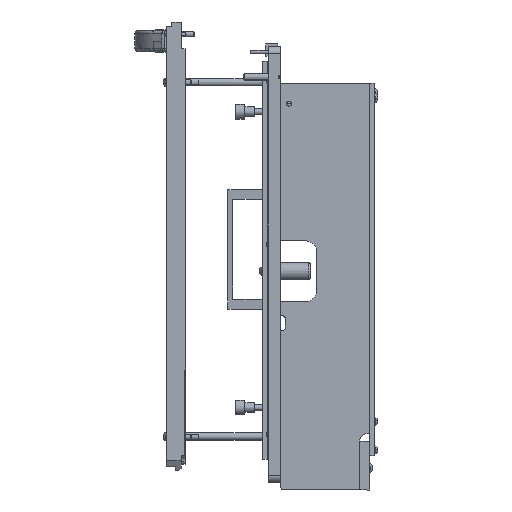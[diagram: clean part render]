
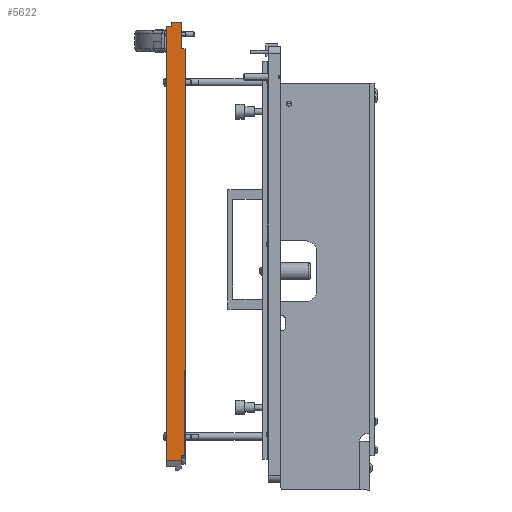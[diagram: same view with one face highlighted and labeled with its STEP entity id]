
A CAD part, left-side view. The second image highlights one B-rep face of the part: STEP entity #5622.
In plain terms, the highlighted face is planar.
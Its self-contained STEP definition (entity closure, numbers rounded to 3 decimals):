
#117 = EDGE_CURVE ( 'NONE', #45192, #28968, #12475, .T. ) ;
#1127 = VECTOR ( 'NONE', #37897, 1000. ) ;
#1214 = LINE ( 'NONE', #18239, #42416 ) ;
#1929 = CARTESIAN_POINT ( 'NONE',  ( 303., -7.5, -161.55 ) ) ;
#1937 = CARTESIAN_POINT ( 'NONE',  ( 303., 7.5, 183.55 ) ) ;
#3689 = ORIENTED_EDGE ( 'NONE', *, *, #49393, .T. ) ;
#4009 = DIRECTION ( 'NONE',  ( 0., -1., 0. ) ) ;
#4040 = VECTOR ( 'NONE', #21566, 1000. ) ;
#4131 = ORIENTED_EDGE ( 'NONE', *, *, #25580, .T. ) ;
#4362 = DIRECTION ( 'NONE',  ( 0., -1., 0. ) ) ;
#4765 = VERTEX_POINT ( 'NONE', #47661 ) ;
#5622 = ADVANCED_FACE ( 'NONE', ( #50642 ), #20384, .F. ) ;
#5634 = CARTESIAN_POINT ( 'NONE',  ( 303., -4.3, -161.55 ) ) ;
#6107 = ORIENTED_EDGE ( 'NONE', *, *, #38184, .F. ) ;
#6343 = CARTESIAN_POINT ( 'NONE',  ( 303., 7.5, -179.55 ) ) ;
#6730 = VERTEX_POINT ( 'NONE', #6343 ) ;
#6879 = LINE ( 'NONE', #28153, #19361 ) ;
#7387 = EDGE_CURVE ( 'NONE', #19031, #28914, #40768, .T. ) ;
#8114 = VECTOR ( 'NONE', #46289, 1000. ) ;
#8144 = ORIENTED_EDGE ( 'NONE', *, *, #30983, .F. ) ;
#9091 = EDGE_CURVE ( 'NONE', #44091, #21620, #29261, .T. ) ;
#9819 = CARTESIAN_POINT ( 'NONE',  ( 303., -4.3, -183.55 ) ) ;
#10599 = DIRECTION ( 'NONE',  ( 0., 0., 1. ) ) ;
#11443 = VECTOR ( 'NONE', #42161, 1000. ) ;
#12475 = LINE ( 'NONE', #29771, #4040 ) ;
#13093 = VECTOR ( 'NONE', #10599, 1000. ) ;
#15818 = DIRECTION ( 'NONE',  ( 0., -1., 0. ) ) ;
#16570 = VECTOR ( 'NONE', #4009, 1000. ) ;
#18239 = CARTESIAN_POINT ( 'NONE',  ( 303., -7.4, 183.55 ) ) ;
#19031 = VERTEX_POINT ( 'NONE', #5634 ) ;
#19068 = CARTESIAN_POINT ( 'NONE',  ( 303., 7.5, -179.55 ) ) ;
#19361 = VECTOR ( 'NONE', #54471, 1000. ) ;
#19446 = LINE ( 'NONE', #42302, #8114 ) ;
#20384 = PLANE ( 'NONE',  #49972 ) ;
#20661 = CARTESIAN_POINT ( 'NONE',  ( 303., 12.253, 171.55 ) ) ;
#20673 = EDGE_CURVE ( 'NONE', #35402, #24218, #50843, .T. ) ;
#20979 = CARTESIAN_POINT ( 'NONE',  ( 303., -4.3, 171.55 ) ) ;
#21495 = EDGE_CURVE ( 'NONE', #21620, #28914, #54625, .T. ) ;
#21566 = DIRECTION ( 'NONE',  ( 0., 0., -1. ) ) ;
#21620 = VERTEX_POINT ( 'NONE', #52049 ) ;
#22144 = VERTEX_POINT ( 'NONE', #9819 ) ;
#23887 = DIRECTION ( 'NONE',  ( 0., -1., 0. ) ) ;
#24218 = VERTEX_POINT ( 'NONE', #37932 ) ;
#24757 = VECTOR ( 'NONE', #23887, 1000. ) ;
#25580 = EDGE_CURVE ( 'NONE', #22144, #28968, #6879, .T. ) ;
#25911 = CARTESIAN_POINT ( 'NONE',  ( 303., 7.5, 175.55 ) ) ;
#26308 = CARTESIAN_POINT ( 'NONE',  ( 303., 3.2, -183.55 ) ) ;
#26368 = CARTESIAN_POINT ( 'NONE',  ( 303., 7.5, 183.55 ) ) ;
#28153 = CARTESIAN_POINT ( 'NONE',  ( 303., -7.5, -183.55 ) ) ;
#28801 = ORIENTED_EDGE ( 'NONE', *, *, #21495, .T. ) ;
#28914 = VERTEX_POINT ( 'NONE', #33969 ) ;
#28968 = VERTEX_POINT ( 'NONE', #26308 ) ;
#29261 = LINE ( 'NONE', #51330, #16570 ) ;
#29342 = CARTESIAN_POINT ( 'NONE',  ( 303., 3.2, -179.55 ) ) ;
#29771 = CARTESIAN_POINT ( 'NONE',  ( 303., 3.2, -183.55 ) ) ;
#30345 = LINE ( 'NONE', #26368, #34162 ) ;
#30983 = EDGE_CURVE ( 'NONE', #22144, #19031, #49432, .T. ) ;
#31299 = DIRECTION ( 'NONE',  ( 0., 0., 1. ) ) ;
#32255 = CARTESIAN_POINT ( 'NONE',  ( 303., 7.5, 175.55 ) ) ;
#32844 = CARTESIAN_POINT ( 'NONE',  ( 303., -7.5, 183.55 ) ) ;
#32924 = LINE ( 'NONE', #19068, #24757 ) ;
#33139 = EDGE_LOOP ( 'NONE', ( #50748, #33261, #28801, #33879, #8144, #4131, #55524, #50657, #44267, #56036, #6107, #3689 ) ) ;
#33261 = ORIENTED_EDGE ( 'NONE', *, *, #9091, .T. ) ;
#33670 = VECTOR ( 'NONE', #15818, 1000. ) ;
#33879 = ORIENTED_EDGE ( 'NONE', *, *, #7387, .F. ) ;
#33969 = CARTESIAN_POINT ( 'NONE',  ( 303., -7.5, -161.55 ) ) ;
#34162 = VECTOR ( 'NONE', #43935, 1000. ) ;
#35402 = VERTEX_POINT ( 'NONE', #32255 ) ;
#37283 = EDGE_CURVE ( 'NONE', #44091, #4765, #1214, .T. ) ;
#37897 = DIRECTION ( 'NONE',  ( 0., 0., -1. ) ) ;
#37932 = CARTESIAN_POINT ( 'NONE',  ( 303., -4.3, 175.55 ) ) ;
#38184 = EDGE_CURVE ( 'NONE', #44097, #24218, #19446, .T. ) ;
#40768 = LINE ( 'NONE', #1929, #33670 ) ;
#41762 = EDGE_CURVE ( 'NONE', #6730, #45192, #32924, .T. ) ;
#42161 = DIRECTION ( 'NONE',  ( 0., -1., 0. ) ) ;
#42302 = CARTESIAN_POINT ( 'NONE',  ( 303., -4.3, 171.55 ) ) ;
#42416 = VECTOR ( 'NONE', #31299, 1000. ) ;
#42473 = CARTESIAN_POINT ( 'NONE',  ( 303., -7.4, 101.55 ) ) ;
#43935 = DIRECTION ( 'NONE',  ( 0., 0., 1. ) ) ;
#44091 = VERTEX_POINT ( 'NONE', #42473 ) ;
#44097 = VERTEX_POINT ( 'NONE', #20979 ) ;
#44267 = ORIENTED_EDGE ( 'NONE', *, *, #50451, .T. ) ;
#45192 = VERTEX_POINT ( 'NONE', #29342 ) ;
#45311 = DIRECTION ( 'NONE',  ( -1., 0., 0. ) ) ;
#46132 = LINE ( 'NONE', #20661, #11443 ) ;
#46280 = VECTOR ( 'NONE', #4362, 1000. ) ;
#46289 = DIRECTION ( 'NONE',  ( 0., 0., 1. ) ) ;
#47661 = CARTESIAN_POINT ( 'NONE',  ( 303., -7.4, 171.55 ) ) ;
#49393 = EDGE_CURVE ( 'NONE', #44097, #4765, #46132, .T. ) ;
#49432 = LINE ( 'NONE', #50503, #13093 ) ;
#49972 = AXIS2_PLACEMENT_3D ( 'NONE', #1937, #45311, #54629 ) ;
#50451 = EDGE_CURVE ( 'NONE', #6730, #35402, #30345, .T. ) ;
#50503 = CARTESIAN_POINT ( 'NONE',  ( 303., -4.3, -183.55 ) ) ;
#50642 = FACE_OUTER_BOUND ( 'NONE', #33139, .T. ) ;
#50657 = ORIENTED_EDGE ( 'NONE', *, *, #41762, .F. ) ;
#50748 = ORIENTED_EDGE ( 'NONE', *, *, #37283, .F. ) ;
#50843 = LINE ( 'NONE', #25911, #46280 ) ;
#51330 = CARTESIAN_POINT ( 'NONE',  ( 303., -7.4, 101.55 ) ) ;
#52049 = CARTESIAN_POINT ( 'NONE',  ( 303., -7.5, 101.55 ) ) ;
#54471 = DIRECTION ( 'NONE',  ( 0., 1., 0. ) ) ;
#54625 = LINE ( 'NONE', #32844, #1127 ) ;
#54629 = DIRECTION ( 'NONE',  ( 0., 0., 1. ) ) ;
#55524 = ORIENTED_EDGE ( 'NONE', *, *, #117, .F. ) ;
#56036 = ORIENTED_EDGE ( 'NONE', *, *, #20673, .T. ) ;
